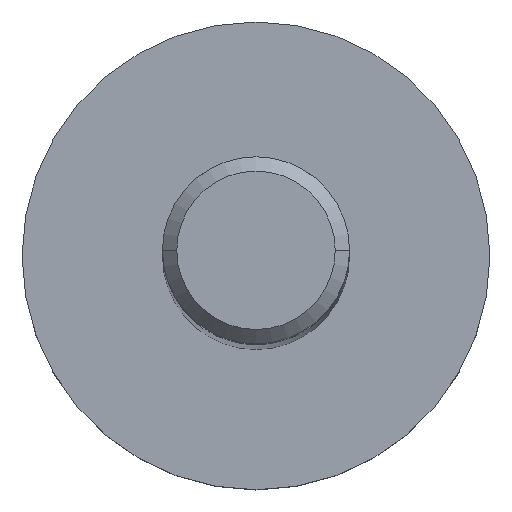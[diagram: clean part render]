
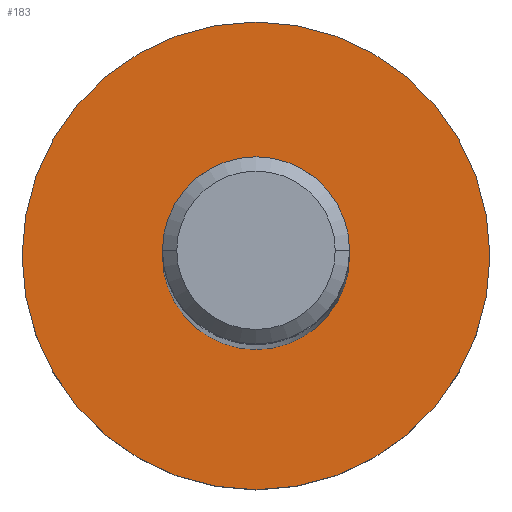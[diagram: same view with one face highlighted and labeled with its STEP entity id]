
A CAD part, top view. The second image highlights one B-rep face of the part: STEP entity #183.
In plain terms, the highlighted planar face has unit normal (0, 0, 1).
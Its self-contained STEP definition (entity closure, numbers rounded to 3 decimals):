
#22 = EDGE_CURVE ( 'NONE', #33, #560, #317, .T. ) ;
#23 = EDGE_CURVE ( 'NONE', #538, #66, #152, .T. ) ;
#33 = VERTEX_POINT ( 'NONE', #154 ) ;
#49 = PLANE ( 'NONE',  #321 ) ;
#66 = VERTEX_POINT ( 'NONE', #225 ) ;
#79 = CARTESIAN_POINT ( 'NONE',  ( 0., 0., -121.25 ) ) ;
#105 = CARTESIAN_POINT ( 'NONE',  ( -12.5, 0., -121.25 ) ) ;
#140 = AXIS2_PLACEMENT_3D ( 'NONE', #286, #291, #223 ) ;
#152 = CIRCLE ( 'NONE', #169, 5. ) ;
#154 = CARTESIAN_POINT ( 'NONE',  ( 12.5, 0., -121.25 ) ) ;
#169 = AXIS2_PLACEMENT_3D ( 'NONE', #208, #265, #281 ) ;
#183 = ADVANCED_FACE ( 'NONE', ( #436, #407 ), #49, .T. ) ;
#208 = CARTESIAN_POINT ( 'NONE',  ( 0., 0., -121.25 ) ) ;
#217 = CARTESIAN_POINT ( 'NONE',  ( -5., 0., -121.25 ) ) ;
#223 = DIRECTION ( 'NONE',  ( 1., 0., 0. ) ) ;
#225 = CARTESIAN_POINT ( 'NONE',  ( 5., 0., -121.25 ) ) ;
#240 = EDGE_CURVE ( 'NONE', #66, #538, #294, .T. ) ;
#265 = DIRECTION ( 'NONE',  ( 0., 0., 1. ) ) ;
#270 = DIRECTION ( 'NONE',  ( 1., 0., 0. ) ) ;
#272 = DIRECTION ( 'NONE',  ( 0., 0., 1. ) ) ;
#276 = CARTESIAN_POINT ( 'NONE',  ( 0., 0., -121.25 ) ) ;
#281 = DIRECTION ( 'NONE',  ( 1., 0., 0. ) ) ;
#286 = CARTESIAN_POINT ( 'NONE',  ( 0., 0., -121.25 ) ) ;
#291 = DIRECTION ( 'NONE',  ( 0., 0., 1. ) ) ;
#294 = CIRCLE ( 'NONE', #548, 5. ) ;
#317 = CIRCLE ( 'NONE', #140, 12.5 ) ;
#320 = DIRECTION ( 'NONE',  ( 1., 0., 0. ) ) ;
#321 = AXIS2_PLACEMENT_3D ( 'NONE', #384, #400, #320 ) ;
#339 = EDGE_CURVE ( 'NONE', #560, #33, #462, .T. ) ;
#384 = CARTESIAN_POINT ( 'NONE',  ( 0., 8.75, -121.25 ) ) ;
#400 = DIRECTION ( 'NONE',  ( 0., 0., 1. ) ) ;
#405 = DIRECTION ( 'NONE',  ( 1., 0., 0. ) ) ;
#407 = FACE_BOUND ( 'NONE', #486, .T. ) ;
#419 = AXIS2_PLACEMENT_3D ( 'NONE', #276, #272, #270 ) ;
#436 = FACE_OUTER_BOUND ( 'NONE', #478, .T. ) ;
#462 = CIRCLE ( 'NONE', #419, 12.5 ) ;
#467 = ORIENTED_EDGE ( 'NONE', *, *, #22, .T. ) ;
#478 = EDGE_LOOP ( 'NONE', ( #467, #529 ) ) ;
#486 = EDGE_LOOP ( 'NONE', ( #509, #494 ) ) ;
#494 = ORIENTED_EDGE ( 'NONE', *, *, #23, .F. ) ;
#509 = ORIENTED_EDGE ( 'NONE', *, *, #240, .F. ) ;
#529 = ORIENTED_EDGE ( 'NONE', *, *, #339, .T. ) ;
#534 = DIRECTION ( 'NONE',  ( 0., 0., 1. ) ) ;
#538 = VERTEX_POINT ( 'NONE', #217 ) ;
#548 = AXIS2_PLACEMENT_3D ( 'NONE', #79, #534, #405 ) ;
#560 = VERTEX_POINT ( 'NONE', #105 ) ;
